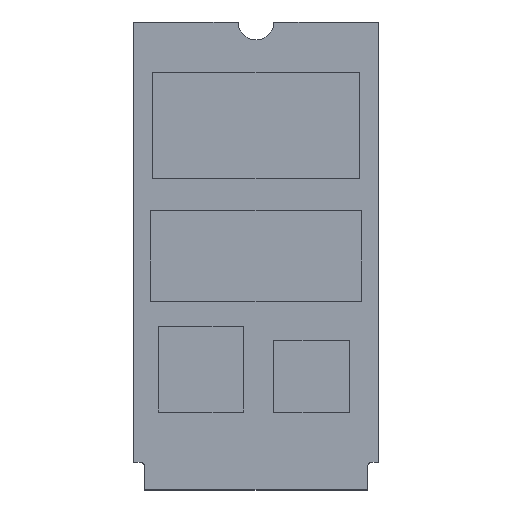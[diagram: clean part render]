
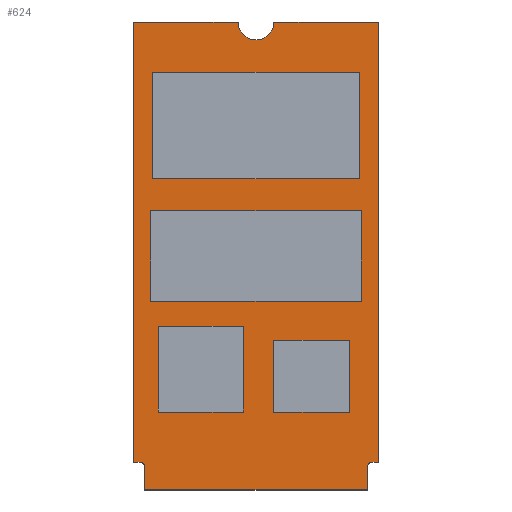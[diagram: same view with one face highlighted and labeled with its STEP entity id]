
A CAD part, top view. The second image highlights one B-rep face of the part: STEP entity #624.
In plain terms, the highlighted planar face has unit normal (0, 0, 1).
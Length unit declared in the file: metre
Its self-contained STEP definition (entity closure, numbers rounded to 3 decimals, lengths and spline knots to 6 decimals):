
#26=B_SPLINE_CURVE_WITH_KNOTS('',3,(#1077,#1078,#1079,#1080,#1081),
 .UNSPECIFIED.,.F.,.F.,(4,1,4),(0.,0.000401,0.000801),
 .UNSPECIFIED.);
#27=B_SPLINE_CURVE_WITH_KNOTS('',3,(#1082,#1083,#1084,#1085,#1086),
 .UNSPECIFIED.,.F.,.F.,(4,1,4),(0.,0.000401,0.000801),
 .UNSPECIFIED.);
#31=CIRCLE('',#799,0.0016);
#73=ORIENTED_EDGE('',*,*,#203,.F.);
#74=ORIENTED_EDGE('',*,*,#207,.T.);
#75=ORIENTED_EDGE('',*,*,#210,.F.);
#76=ORIENTED_EDGE('',*,*,#213,.T.);
#77=ORIENTED_EDGE('',*,*,#216,.T.);
#78=ORIENTED_EDGE('',*,*,#219,.T.);
#79=ORIENTED_EDGE('',*,*,#233,.T.);
#80=ORIENTED_EDGE('',*,*,#220,.T.);
#81=ORIENTED_EDGE('',*,*,#226,.F.);
#82=ORIENTED_EDGE('',*,*,#229,.F.);
#83=ORIENTED_EDGE('',*,*,#234,.T.);
#84=ORIENTED_EDGE('',*,*,#230,.T.);
#203=EDGE_CURVE('',#287,#288,#343,.T.);
#207=EDGE_CURVE('',#287,#290,#347,.T.);
#210=EDGE_CURVE('',#292,#290,#31,.T.);
#213=EDGE_CURVE('',#292,#294,#351,.T.);
#216=EDGE_CURVE('',#294,#296,#354,.T.);
#219=EDGE_CURVE('',#296,#298,#356,.T.);
#220=EDGE_CURVE('',#299,#300,#357,.T.);
#226=EDGE_CURVE('',#304,#300,#362,.T.);
#229=EDGE_CURVE('',#306,#304,#364,.T.);
#230=EDGE_CURVE('',#307,#288,#365,.T.);
#233=EDGE_CURVE('',#298,#299,#26,.T.);
#234=EDGE_CURVE('',#306,#307,#27,.T.);
#287=VERTEX_POINT('',#1003);
#288=VERTEX_POINT('',#1005);
#290=VERTEX_POINT('',#1011);
#292=VERTEX_POINT('',#1017);
#294=VERTEX_POINT('',#1023);
#296=VERTEX_POINT('',#1029);
#298=VERTEX_POINT('',#1038);
#299=VERTEX_POINT('',#1042);
#300=VERTEX_POINT('',#1043);
#304=VERTEX_POINT('',#1056);
#306=VERTEX_POINT('',#1065);
#307=VERTEX_POINT('',#1069);
#343=LINE('',#1004,#417);
#347=LINE('',#1012,#421);
#351=LINE('',#1024,#425);
#354=LINE('',#1030,#428);
#356=LINE('',#1039,#430);
#357=LINE('',#1041,#431);
#362=LINE('',#1057,#436);
#364=LINE('',#1066,#438);
#365=LINE('',#1068,#439);
#417=VECTOR('',#843,1.);
#421=VECTOR('',#849,1.);
#425=VECTOR('',#861,1.);
#428=VECTOR('',#866,1.);
#430=VECTOR('',#870,1.);
#431=VECTOR('',#873,1.);
#436=VECTOR('',#880,1.);
#438=VECTOR('',#884,1.);
#439=VECTOR('',#887,1.);
#499=EDGE_LOOP('',(#73,#74,#75,#76,#77,#78,#79,#80,#81,#82,#83,#84));
#537=FACE_BOUND('',#499,.T.);
#574=PLANE('',#807);
#624=ADVANCED_FACE('',(#537),#574,.T.);
#799=AXIS2_PLACEMENT_3D('',#1018,#855,#856);
#807=AXIS2_PLACEMENT_3D('',#1076,#889,#890);
#843=DIRECTION('',(0.,-1.,0.));
#849=DIRECTION('',(-1.,0.,0.));
#855=DIRECTION('',(0.,0.,1.));
#856=DIRECTION('',(1.,0.,0.));
#861=DIRECTION('',(-1.,0.,0.));
#866=DIRECTION('',(0.,-1.,0.));
#870=DIRECTION('',(1.,0.,0.));
#873=DIRECTION('',(0.,-1.,0.));
#880=DIRECTION('',(-1.,0.,0.));
#884=DIRECTION('',(0.,-1.,0.));
#887=DIRECTION('',(1.,0.,0.));
#889=DIRECTION('',(0.,0.,1.));
#890=DIRECTION('',(1.,0.,0.));
#1003=CARTESIAN_POINT('',(0.011,0.021,0.0008));
#1004=CARTESIAN_POINT('',(0.011,0.00125,0.0008));
#1005=CARTESIAN_POINT('',(0.011,-0.0185,0.0008));
#1011=CARTESIAN_POINT('',(0.0016,0.021,0.0008));
#1012=CARTESIAN_POINT('',(0.0063,0.021,0.0008));
#1017=CARTESIAN_POINT('',(-0.0016,0.021,0.0008));
#1018=CARTESIAN_POINT('',(0.,0.021,0.0008));
#1023=CARTESIAN_POINT('',(-0.011,0.021,0.0008));
#1024=CARTESIAN_POINT('',(-0.0063,0.021,0.0008));
#1029=CARTESIAN_POINT('',(-0.011,-0.0185,0.0008));
#1030=CARTESIAN_POINT('',(-0.011,0.00125,0.0008));
#1038=CARTESIAN_POINT('',(-0.0105,-0.0185,0.0008));
#1039=CARTESIAN_POINT('',(-0.0105,-0.0185,0.0008));
#1041=CARTESIAN_POINT('',(-0.01,-0.01975,0.0008));
#1042=CARTESIAN_POINT('',(-0.01,-0.019,0.0008));
#1043=CARTESIAN_POINT('',(-0.01,-0.021,0.0008));
#1056=CARTESIAN_POINT('',(0.01,-0.021,0.0008));
#1057=CARTESIAN_POINT('',(0.,-0.021,0.0008));
#1065=CARTESIAN_POINT('',(0.01,-0.019,0.0008));
#1066=CARTESIAN_POINT('',(0.01,-0.01975,0.0008));
#1068=CARTESIAN_POINT('',(0.0105,-0.0185,0.0008));
#1069=CARTESIAN_POINT('',(0.0105,-0.0185,0.0008));
#1076=CARTESIAN_POINT('',(0.,0.,0.0008));
#1077=CARTESIAN_POINT('',(-0.0105,-0.0185,0.0008));
#1078=CARTESIAN_POINT('',(-0.010365,-0.0185,0.0008));
#1079=CARTESIAN_POINT('',(-0.010069,-0.018567,0.0008));
#1080=CARTESIAN_POINT('',(-0.01,-0.018864,0.0008));
#1081=CARTESIAN_POINT('',(-0.01,-0.019,0.0008));
#1082=CARTESIAN_POINT('',(0.01,-0.019,0.0008));
#1083=CARTESIAN_POINT('',(0.01,-0.018865,0.0008));
#1084=CARTESIAN_POINT('',(0.010067,-0.018569,0.0008));
#1085=CARTESIAN_POINT('',(0.010364,-0.0185,0.0008));
#1086=CARTESIAN_POINT('',(0.0105,-0.0185,0.0008));
